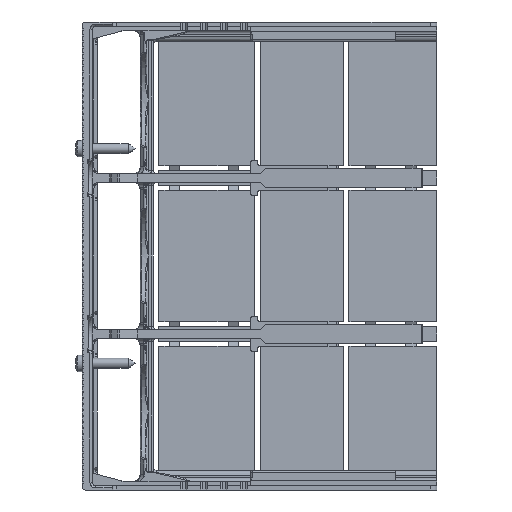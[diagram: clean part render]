
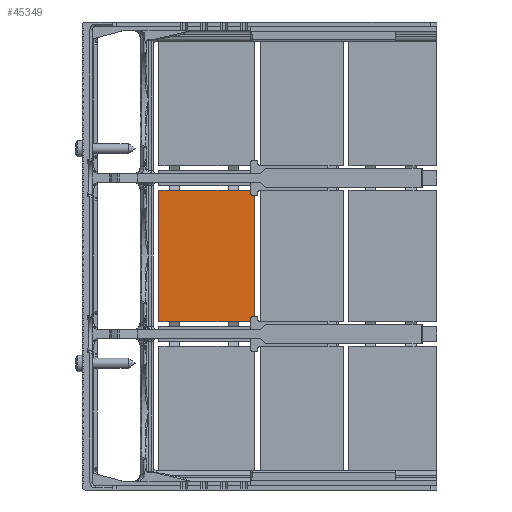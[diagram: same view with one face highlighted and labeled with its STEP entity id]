
A CAD part, left-side view. The second image highlights one B-rep face of the part: STEP entity #45349.
In plain terms, the highlighted planar face has unit normal (-1, 0, 0).
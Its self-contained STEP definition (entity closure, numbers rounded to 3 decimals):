
#10882=DIRECTION('',(0.,1.,0.));
#10883=VECTOR('',#10882,14.5);
#10884=CARTESIAN_POINT('',(141.,29.25,-26.95));
#10885=LINE('',#10884,#10883);
#10906=DIRECTION('',(0.,1.,0.));
#10907=VECTOR('',#10906,3.);
#10908=CARTESIAN_POINT('',(141.,26.25,-26.95));
#10909=LINE('',#10908,#10907);
#10922=DIRECTION('',(0.,1.,0.));
#10923=VECTOR('',#10922,5.);
#10924=CARTESIAN_POINT('',(141.,21.25,-26.95));
#10925=LINE('',#10924,#10923);
#10950=DIRECTION('',(0.,0.,1.));
#10951=VECTOR('',#10950,39.1);
#10952=CARTESIAN_POINT('',(141.,21.25,-66.05));
#10953=LINE('',#10952,#10951);
#10958=DIRECTION('',(0.,-1.,0.));
#10959=VECTOR('',#10958,5.);
#10960=CARTESIAN_POINT('',(141.,26.25,-66.05));
#10961=LINE('',#10960,#10959);
#11006=DIRECTION('',(0.,-1.,0.));
#11007=VECTOR('',#11006,14.5);
#11008=CARTESIAN_POINT('',(141.,43.75,-66.05));
#11009=LINE('',#11008,#11007);
#11058=DIRECTION('',(0.,-1.,0.));
#11059=VECTOR('',#11058,3.25);
#11060=CARTESIAN_POINT('',(141.,50.,-66.05));
#11061=LINE('',#11060,#11059);
#11062=DIRECTION('',(0.,0.,-1.));
#11063=VECTOR('',#11062,39.1);
#11064=CARTESIAN_POINT('',(141.,50.,-26.95));
#11065=LINE('',#11064,#11063);
#11070=DIRECTION('',(0.,1.,0.));
#11071=VECTOR('',#11070,3.25);
#11072=CARTESIAN_POINT('',(141.,46.75,-26.95));
#11073=LINE('',#11072,#11071);
#11098=DIRECTION('',(0.,1.,0.));
#11099=VECTOR('',#11098,3.);
#11100=CARTESIAN_POINT('',(141.,43.75,-26.95));
#11101=LINE('',#11100,#11099);
#11130=DIRECTION('',(0.,-1.,0.));
#11131=VECTOR('',#11130,3.);
#11132=CARTESIAN_POINT('',(141.,46.75,-66.05));
#11133=LINE('',#11132,#11131);
#11138=DIRECTION('',(0.,-1.,0.));
#11139=VECTOR('',#11138,3.);
#11140=CARTESIAN_POINT('',(141.,29.25,-66.05));
#11141=LINE('',#11140,#11139);
#27476=CARTESIAN_POINT('',(141.,26.25,-26.95));
#27477=CARTESIAN_POINT('',(141.,29.25,-26.95));
#27478=VERTEX_POINT('',#27476);
#27479=VERTEX_POINT('',#27477);
#27480=CARTESIAN_POINT('',(141.,21.25,-26.95));
#27481=VERTEX_POINT('',#27480);
#27482=CARTESIAN_POINT('',(141.,21.25,-66.05));
#27483=VERTEX_POINT('',#27482);
#27484=CARTESIAN_POINT('',(141.,26.25,-66.05));
#27485=VERTEX_POINT('',#27484);
#27486=CARTESIAN_POINT('',(141.,29.25,-66.05));
#27487=VERTEX_POINT('',#27486);
#27488=CARTESIAN_POINT('',(141.,43.75,-66.05));
#27489=VERTEX_POINT('',#27488);
#27490=CARTESIAN_POINT('',(141.,46.75,-66.05));
#27491=VERTEX_POINT('',#27490);
#27492=CARTESIAN_POINT('',(141.,50.,-66.05));
#27493=VERTEX_POINT('',#27492);
#27494=CARTESIAN_POINT('',(141.,50.,-26.95));
#27495=VERTEX_POINT('',#27494);
#27496=CARTESIAN_POINT('',(141.,46.75,-26.95));
#27497=VERTEX_POINT('',#27496);
#27498=CARTESIAN_POINT('',(141.,43.75,-26.95));
#27499=VERTEX_POINT('',#27498);
#45320=CARTESIAN_POINT('',(141.,35.625,-46.5));
#45321=DIRECTION('',(1.,0.,0.));
#45322=DIRECTION('',(0.,0.,-1.));
#45323=AXIS2_PLACEMENT_3D('',#45320,#45321,#45322);
#45324=PLANE('',#45323);
#45325=ORIENTED_EDGE('',*,*,#45311,.F.);
#45327=ORIENTED_EDGE('',*,*,#45326,.F.);
#45329=ORIENTED_EDGE('',*,*,#45328,.F.);
#45331=ORIENTED_EDGE('',*,*,#45330,.F.);
#45333=ORIENTED_EDGE('',*,*,#45332,.F.);
#45335=ORIENTED_EDGE('',*,*,#45334,.F.);
#45337=ORIENTED_EDGE('',*,*,#45336,.F.);
#45339=ORIENTED_EDGE('',*,*,#45338,.F.);
#45341=ORIENTED_EDGE('',*,*,#45340,.F.);
#45343=ORIENTED_EDGE('',*,*,#45342,.F.);
#45345=ORIENTED_EDGE('',*,*,#45344,.F.);
#45346=ORIENTED_EDGE('',*,*,#45285,.F.);
#45347=EDGE_LOOP('',(#45325,#45327,#45329,#45331,#45333,#45335,#45337,#45339,
#45341,#45343,#45345,#45346));
#45348=FACE_OUTER_BOUND('',#45347,.F.);
#45285=EDGE_CURVE('',#27479,#27499,#10885,.T.);
#45311=EDGE_CURVE('',#27478,#27479,#10909,.T.);
#45326=EDGE_CURVE('',#27481,#27478,#10925,.T.);
#45328=EDGE_CURVE('',#27483,#27481,#10953,.T.);
#45330=EDGE_CURVE('',#27485,#27483,#10961,.T.);
#45332=EDGE_CURVE('',#27487,#27485,#11141,.T.);
#45334=EDGE_CURVE('',#27489,#27487,#11009,.T.);
#45336=EDGE_CURVE('',#27491,#27489,#11133,.T.);
#45338=EDGE_CURVE('',#27493,#27491,#11061,.T.);
#45340=EDGE_CURVE('',#27495,#27493,#11065,.T.);
#45342=EDGE_CURVE('',#27497,#27495,#11073,.T.);
#45344=EDGE_CURVE('',#27499,#27497,#11101,.T.);
#45349=ADVANCED_FACE('',(#45348),#45324,.F.);
